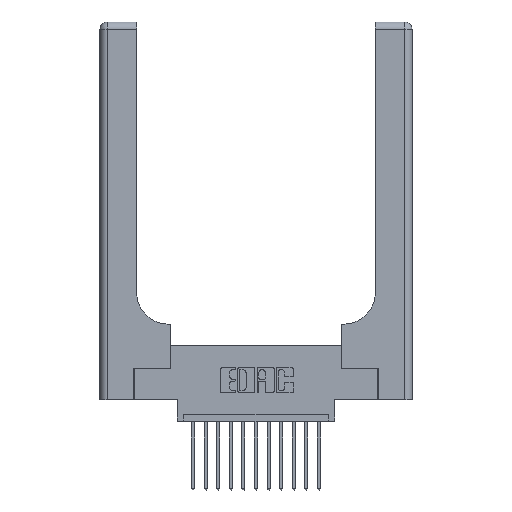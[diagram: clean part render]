
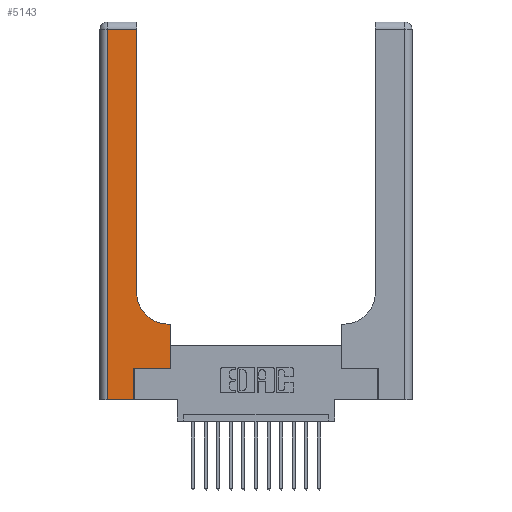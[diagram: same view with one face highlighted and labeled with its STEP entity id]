
A CAD part, top view. The second image highlights one B-rep face of the part: STEP entity #5143.
In plain terms, the highlighted planar face has unit normal (0, 0, 1).
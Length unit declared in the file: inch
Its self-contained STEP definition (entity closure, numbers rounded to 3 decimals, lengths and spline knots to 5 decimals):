
#75 = FACE_OUTER_BOUND ( 'NONE', #8428, .T. ) ;
#245 = LINE ( 'NONE', #789, #17195 ) ;
#363 = AXIS2_PLACEMENT_3D ( 'NONE', #1029, #1250, #10653 ) ;
#503 = ORIENTED_EDGE ( 'NONE', *, *, #763, .T. ) ;
#763 = EDGE_CURVE ( 'NONE', #8749, #1998, #8152, .T. ) ;
#789 = CARTESIAN_POINT ( 'NONE',  ( 0.2915, 3., 0.37 ) ) ;
#963 = VECTOR ( 'NONE', #16582, 39.37008 ) ;
#1029 = CARTESIAN_POINT ( 'NONE',  ( 0., 3., 0.37 ) ) ;
#1176 = VECTOR ( 'NONE', #2488, 39.37008 ) ;
#1185 = DIRECTION ( 'NONE',  ( 0., 1., 0. ) ) ;
#1250 = DIRECTION ( 'NONE',  ( 0., 0., -1. ) ) ;
#1386 = EDGE_CURVE ( 'NONE', #13946, #6412, #4722, .T. ) ;
#1998 = VERTEX_POINT ( 'NONE', #10643 ) ;
#2146 = VECTOR ( 'NONE', #3403, 39.37008 ) ;
#2437 = VECTOR ( 'NONE', #13030, 39.37008 ) ;
#2488 = DIRECTION ( 'NONE',  ( 1., 0., 0. ) ) ;
#3006 = CARTESIAN_POINT ( 'NONE',  ( 0.06, 0., 0.37 ) ) ;
#3203 = VERTEX_POINT ( 'NONE', #5819 ) ;
#3403 = DIRECTION ( 'NONE',  ( 1., 0., 0. ) ) ;
#4620 = ORIENTED_EDGE ( 'NONE', *, *, #10462, .T. ) ;
#4722 = LINE ( 'NONE', #7587, #2146 ) ;
#5143 = ADVANCED_FACE ( 'NONE', ( #75 ), #16204, .F. ) ;
#5700 = CARTESIAN_POINT ( 'NONE',  ( 0.5585, 0.25, 0.37 ) ) ;
#5819 = CARTESIAN_POINT ( 'NONE',  ( 0.2915, 0.85, 0.37 ) ) ;
#5878 = CARTESIAN_POINT ( 'NONE',  ( 0., 2.94, 0.37 ) ) ;
#6300 = VECTOR ( 'NONE', #12172, 39.37008 ) ;
#6412 = VERTEX_POINT ( 'NONE', #6956 ) ;
#6419 = AXIS2_PLACEMENT_3D ( 'NONE', #9866, #15440, #7303 ) ;
#6668 = VECTOR ( 'NONE', #9065, 39.37008 ) ;
#6956 = CARTESIAN_POINT ( 'NONE',  ( 0.5585, 0.25, 0.37 ) ) ;
#7095 = ORIENTED_EDGE ( 'NONE', *, *, #1386, .T. ) ;
#7275 = VECTOR ( 'NONE', #16608, 39.37008 ) ;
#7303 = DIRECTION ( 'NONE',  ( 1., 0., 0. ) ) ;
#7371 = CARTESIAN_POINT ( 'NONE',  ( 0.2915, 0.6, 0.37 ) ) ;
#7587 = CARTESIAN_POINT ( 'NONE',  ( 0.269, 0.25, 0.37 ) ) ;
#7741 = EDGE_CURVE ( 'NONE', #3203, #8642, #245, .T. ) ;
#8096 = EDGE_CURVE ( 'NONE', #15715, #13946, #9714, .T. ) ;
#8152 = LINE ( 'NONE', #7371, #7275 ) ;
#8428 = EDGE_LOOP ( 'NONE', ( #13059, #17112, #4620, #10242, #14544, #7095, #15399, #503, #16131 ) ) ;
#8642 = VERTEX_POINT ( 'NONE', #14575 ) ;
#8658 = LINE ( 'NONE', #5700, #963 ) ;
#8749 = VERTEX_POINT ( 'NONE', #9252 ) ;
#8887 = CARTESIAN_POINT ( 'NONE',  ( 0.269, 0., 0.37 ) ) ;
#9065 = DIRECTION ( 'NONE',  ( 0., 1., 0. ) ) ;
#9252 = CARTESIAN_POINT ( 'NONE',  ( 0.5585, 0.6, 0.37 ) ) ;
#9714 = LINE ( 'NONE', #8887, #6668 ) ;
#9866 = CARTESIAN_POINT ( 'NONE',  ( 0.5415, 0.85, 0.37 ) ) ;
#9965 = EDGE_CURVE ( 'NONE', #17518, #15715, #17720, .T. ) ;
#10126 = EDGE_CURVE ( 'NONE', #6412, #8749, #8658, .T. ) ;
#10178 = CARTESIAN_POINT ( 'NONE',  ( 0.269, 0.25, 0.37 ) ) ;
#10242 = ORIENTED_EDGE ( 'NONE', *, *, #9965, .T. ) ;
#10328 = EDGE_CURVE ( 'NONE', #8642, #17366, #14299, .T. ) ;
#10462 = EDGE_CURVE ( 'NONE', #17366, #17518, #16822, .T. ) ;
#10643 = CARTESIAN_POINT ( 'NONE',  ( 0.5415, 0.6, 0.37 ) ) ;
#10653 = DIRECTION ( 'NONE',  ( -1., 0., 0. ) ) ;
#10796 = CARTESIAN_POINT ( 'NONE',  ( 0.06, 3., 0.37 ) ) ;
#12172 = DIRECTION ( 'NONE',  ( 0., -1., 0. ) ) ;
#13030 = DIRECTION ( 'NONE',  ( -1., 0., 0. ) ) ;
#13052 = CARTESIAN_POINT ( 'NONE',  ( 0.269, 0., 0.37 ) ) ;
#13059 = ORIENTED_EDGE ( 'NONE', *, *, #7741, .T. ) ;
#13405 = CARTESIAN_POINT ( 'NONE',  ( 0., 0., 0.37 ) ) ;
#13603 = CIRCLE ( 'NONE', #6419, 0.25 ) ;
#13946 = VERTEX_POINT ( 'NONE', #10178 ) ;
#14299 = LINE ( 'NONE', #5878, #2437 ) ;
#14544 = ORIENTED_EDGE ( 'NONE', *, *, #8096, .T. ) ;
#14575 = CARTESIAN_POINT ( 'NONE',  ( 0.2915, 2.94, 0.37 ) ) ;
#15320 = CARTESIAN_POINT ( 'NONE',  ( 0.06, 2.94, 0.37 ) ) ;
#15399 = ORIENTED_EDGE ( 'NONE', *, *, #10126, .T. ) ;
#15440 = DIRECTION ( 'NONE',  ( 0., 0., -1. ) ) ;
#15715 = VERTEX_POINT ( 'NONE', #13052 ) ;
#16131 = ORIENTED_EDGE ( 'NONE', *, *, #17388, .T. ) ;
#16204 = PLANE ( 'NONE',  #363 ) ;
#16582 = DIRECTION ( 'NONE',  ( 0., 1., 0. ) ) ;
#16608 = DIRECTION ( 'NONE',  ( -1., 0., 0. ) ) ;
#16822 = LINE ( 'NONE', #10796, #6300 ) ;
#17112 = ORIENTED_EDGE ( 'NONE', *, *, #10328, .T. ) ;
#17195 = VECTOR ( 'NONE', #1185, 39.37008 ) ;
#17366 = VERTEX_POINT ( 'NONE', #15320 ) ;
#17388 = EDGE_CURVE ( 'NONE', #1998, #3203, #13603, .T. ) ;
#17518 = VERTEX_POINT ( 'NONE', #3006 ) ;
#17720 = LINE ( 'NONE', #13405, #1176 ) ;
